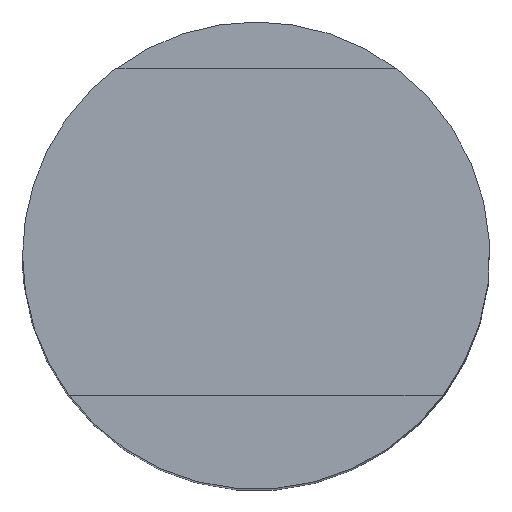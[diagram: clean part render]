
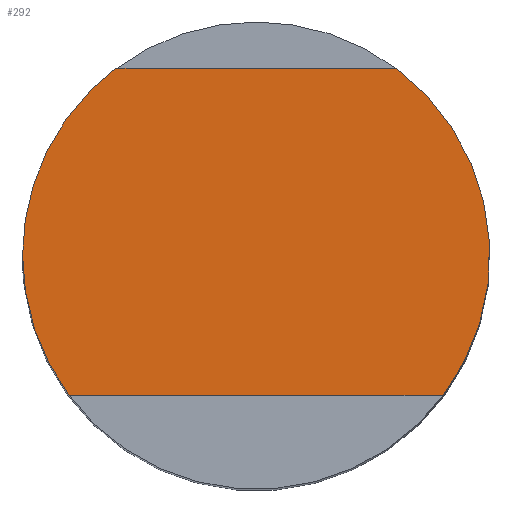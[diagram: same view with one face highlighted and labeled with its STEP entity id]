
A CAD part, top view. The second image highlights one B-rep face of the part: STEP entity #292.
In plain terms, the highlighted planar face has unit normal (0, 0, 1).
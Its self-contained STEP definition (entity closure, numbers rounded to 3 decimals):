
#28=FACE_OUTER_BOUND('',#43,.T.);
#43=EDGE_LOOP('',(#207,#208,#209,#210,#211));
#66=CIRCLE('',#332,12.5);
#67=CIRCLE('',#333,12.5);
#68=CIRCLE('',#334,12.5);
#81=LINE('',#456,#104);
#87=LINE('',#478,#110);
#104=VECTOR('',#363,10.);
#110=VECTOR('',#385,10.);
#127=VERTEX_POINT('',#454);
#128=VERTEX_POINT('',#455);
#134=VERTEX_POINT('',#473);
#135=VERTEX_POINT('',#475);
#136=VERTEX_POINT('',#477);
#154=EDGE_CURVE('',#127,#128,#81,.T.);
#164=EDGE_CURVE('',#128,#134,#66,.T.);
#165=EDGE_CURVE('',#134,#135,#67,.T.);
#166=EDGE_CURVE('',#135,#136,#87,.T.);
#167=EDGE_CURVE('',#136,#127,#68,.T.);
#207=ORIENTED_EDGE('',*,*,#154,.T.);
#208=ORIENTED_EDGE('',*,*,#164,.T.);
#209=ORIENTED_EDGE('',*,*,#165,.T.);
#210=ORIENTED_EDGE('',*,*,#166,.T.);
#211=ORIENTED_EDGE('',*,*,#167,.T.);
#282=PLANE('',#331);
#292=ADVANCED_FACE('',(#28),#282,.T.);
#331=AXIS2_PLACEMENT_3D('',#472,#379,#380);
#332=AXIS2_PLACEMENT_3D('',#474,#381,#382);
#333=AXIS2_PLACEMENT_3D('',#476,#383,#384);
#334=AXIS2_PLACEMENT_3D('',#479,#386,#387);
#363=DIRECTION('',(-1.,0.,0.));
#379=DIRECTION('center_axis',(0.,0.,1.));
#380=DIRECTION('ref_axis',(1.,0.,0.));
#381=DIRECTION('center_axis',(0.,0.,1.));
#382=DIRECTION('ref_axis',(1.,0.,0.));
#383=DIRECTION('center_axis',(0.,0.,1.));
#384=DIRECTION('ref_axis',(1.,0.,0.));
#385=DIRECTION('',(1.,0.,0.));
#386=DIRECTION('center_axis',(0.,0.,1.));
#387=DIRECTION('ref_axis',(1.,0.,0.));
#454=CARTESIAN_POINT('',(7.5,10.,60.));
#455=CARTESIAN_POINT('',(-7.5,10.,60.));
#456=CARTESIAN_POINT('',(3.75,10.,60.));
#472=CARTESIAN_POINT('Origin',(0.,0.,60.));
#473=CARTESIAN_POINT('',(-12.5,0.,60.));
#474=CARTESIAN_POINT('Origin',(0.,0.,60.));
#475=CARTESIAN_POINT('',(-10.,-7.5,60.));
#476=CARTESIAN_POINT('Origin',(0.,0.,60.));
#477=CARTESIAN_POINT('',(10.,-7.5,60.));
#478=CARTESIAN_POINT('',(-5.,-7.5,60.));
#479=CARTESIAN_POINT('Origin',(0.,0.,60.));
